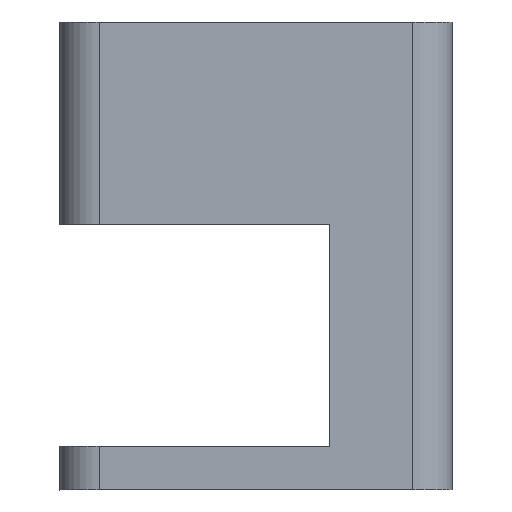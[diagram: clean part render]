
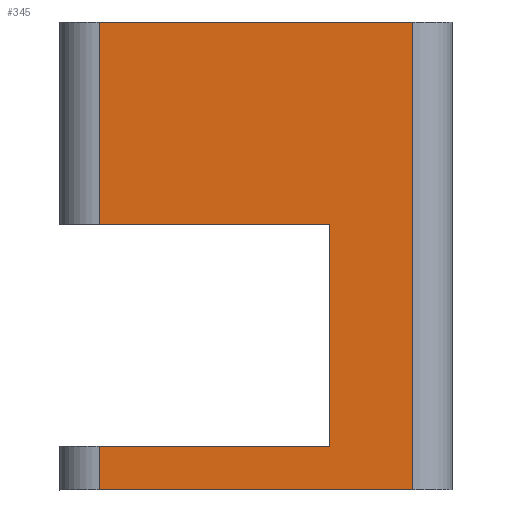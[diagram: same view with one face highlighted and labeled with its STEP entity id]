
A CAD part, left-side view. The second image highlights one B-rep face of the part: STEP entity #345.
In plain terms, the highlighted planar face has unit normal (-1, 0, 0).
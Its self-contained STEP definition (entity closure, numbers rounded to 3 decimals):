
#274=CARTESIAN_POINT('',(351.25,519.5,600.));
#275=DIRECTION('',(-1.,0.,0.));
#276=DIRECTION('',(0.,0.,-1.));
#277=AXIS2_PLACEMENT_3D('',#274,#275,#276);
#278=PLANE('',#277);
#279=CARTESIAN_POINT('',(351.25,530.,580.25));
#280=VERTEX_POINT('',#279);
#281=CARTESIAN_POINT('',(351.25,510.25,580.25));
#282=VERTEX_POINT('',#281);
#283=CARTESIAN_POINT('',(351.25,530.,580.25));
#284=DIRECTION('',(0.,-1.,0.));
#285=VECTOR('',#284,19.75);
#286=LINE('',#283,#285);
#287=EDGE_CURVE('',#280,#282,#286,.T.);
#288=ORIENTED_EDGE('',*,*,#287,.T.);
#289=CARTESIAN_POINT('',(351.25,510.25,609.75));
#290=VERTEX_POINT('',#289);
#291=CARTESIAN_POINT('',(351.25,510.25,580.25));
#292=DIRECTION('',(0.,0.,1.));
#293=VECTOR('',#292,29.5);
#294=LINE('',#291,#293);
#295=EDGE_CURVE('',#282,#290,#294,.T.);
#296=ORIENTED_EDGE('',*,*,#295,.T.);
#297=CARTESIAN_POINT('',(351.25,530.,609.75));
#298=VERTEX_POINT('',#297);
#299=CARTESIAN_POINT('',(351.25,530.,609.75));
#300=DIRECTION('',(0.,-1.,0.));
#301=VECTOR('',#300,19.75);
#302=LINE('',#299,#301);
#303=EDGE_CURVE('',#298,#290,#302,.T.);
#304=ORIENTED_EDGE('',*,*,#303,.F.);
#305=CARTESIAN_POINT('',(351.25,530.,597.));
#306=VERTEX_POINT('',#305);
#307=CARTESIAN_POINT('',(351.25,530.,597.));
#308=DIRECTION('',(0.,-0.,1.));
#309=VECTOR('',#308,12.75);
#310=LINE('',#307,#309);
#311=EDGE_CURVE('',#306,#298,#310,.T.);
#312=ORIENTED_EDGE('',*,*,#311,.F.);
#313=CARTESIAN_POINT('',(351.25,515.5,597.));
#314=VERTEX_POINT('',#313);
#315=CARTESIAN_POINT('',(351.25,530.,597.));
#316=DIRECTION('',(0.,-1.,0.));
#317=VECTOR('',#316,14.5);
#318=LINE('',#315,#317);
#319=EDGE_CURVE('',#306,#314,#318,.T.);
#320=ORIENTED_EDGE('',*,*,#319,.T.);
#321=CARTESIAN_POINT('',(351.25,515.5,583.));
#322=VERTEX_POINT('',#321);
#323=CARTESIAN_POINT('',(351.25,515.5,583.));
#324=DIRECTION('',(0.,0.,1.));
#325=VECTOR('',#324,14.);
#326=LINE('',#323,#325);
#327=EDGE_CURVE('',#322,#314,#326,.T.);
#328=ORIENTED_EDGE('',*,*,#327,.F.);
#329=CARTESIAN_POINT('',(351.25,530.,583.));
#330=VERTEX_POINT('',#329);
#331=CARTESIAN_POINT('',(351.25,530.,583.));
#332=DIRECTION('',(0.,-1.,0.));
#333=VECTOR('',#332,14.5);
#334=LINE('',#331,#333);
#335=EDGE_CURVE('',#330,#322,#334,.T.);
#336=ORIENTED_EDGE('',*,*,#335,.F.);
#337=CARTESIAN_POINT('',(351.25,530.,580.25));
#338=DIRECTION('',(0.,-0.,1.));
#339=VECTOR('',#338,2.75);
#340=LINE('',#337,#339);
#341=EDGE_CURVE('',#280,#330,#340,.T.);
#342=ORIENTED_EDGE('',*,*,#341,.F.);
#343=EDGE_LOOP('',(#288,#296,#304,#312,#320,#328,#336,#342));
#344=FACE_BOUND('',#343,.T.);
#345=ADVANCED_FACE('',(#344),#278,.T.);
